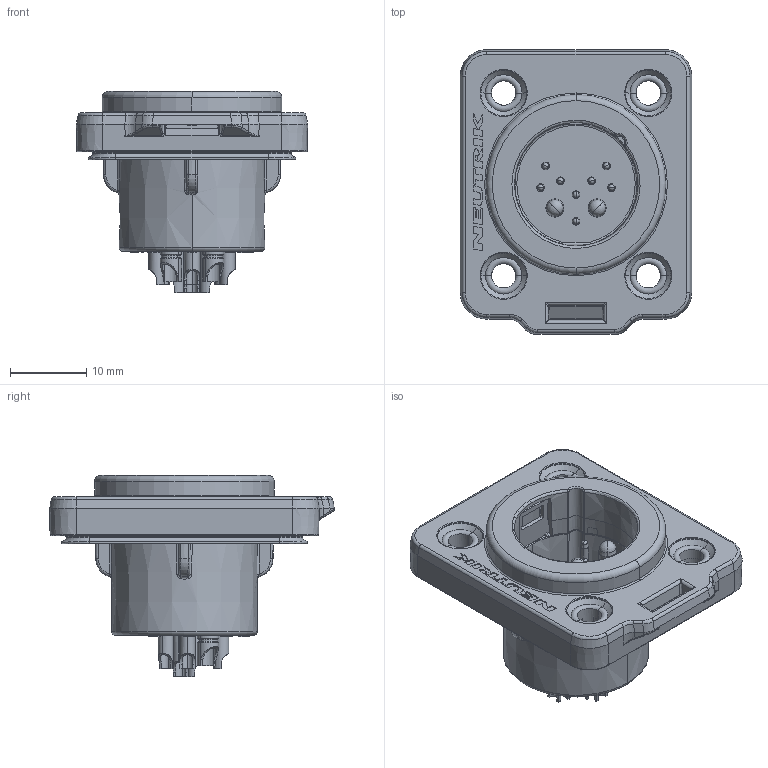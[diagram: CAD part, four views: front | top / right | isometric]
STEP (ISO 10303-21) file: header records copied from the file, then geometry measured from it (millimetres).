
FILE_DESCRIPTION((''),'2;1');
FILE_NAME('30009730','2022-06-15T07:13:27',('SYSTEM'),(''),'CREO PARAMETRIC BY PTC INC, 2021184','CREO PARAMETRIC BY PTC INC, 2021184','');
FILE_SCHEMA(('CONFIG_CONTROL_DESIGN'));
Length unit declared in the file: millimetre
Products named in the file (1): 30009730
Bounding box: 30.4 x 37.4 x 26.4 mm (x, y, z)
Volume: 7305.3 mm3; surface area: 6253.6 mm2
Topology: 1 solids, 3 shells, 1300 faces, 3295 edges, 2041 vertices
Faces by surface type: plane 632, cylinder 183, bspline 149, torus 143, cone 118, sphere 67, extrusion 8
Entity records: 46378 total; most frequent: CARTESIAN_POINT 15906, ORIENTED_EDGE 6550, DIRECTION 6074, EDGE_CURVE 3275, AXIS2_PLACEMENT_3D 2078, VERTEX_POINT 2041, VECTOR 1918, LINE 1910
